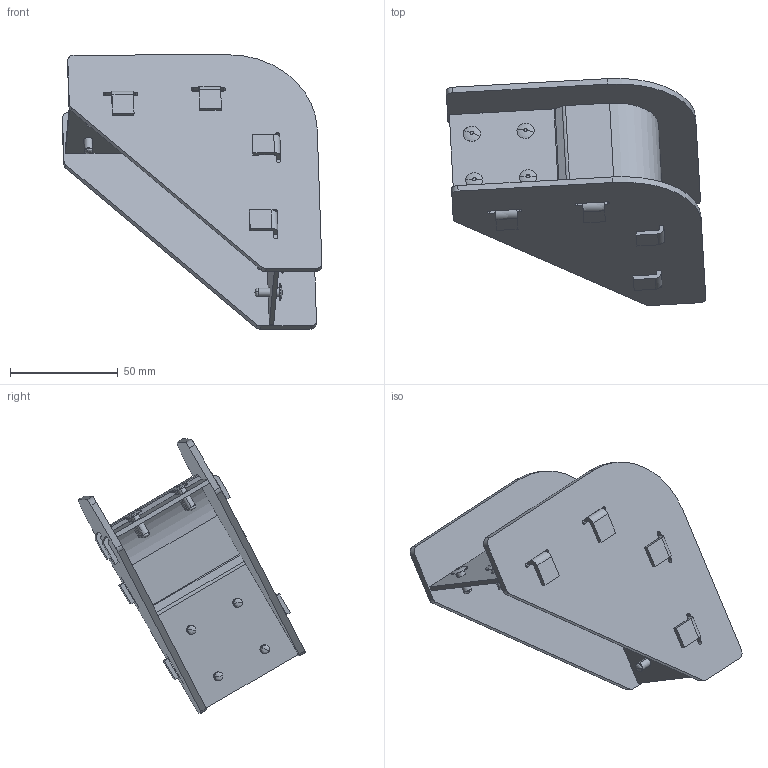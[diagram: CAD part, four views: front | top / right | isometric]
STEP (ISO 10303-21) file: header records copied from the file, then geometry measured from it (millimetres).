
FILE_DESCRIPTION(('HOOPS Exchange Step'),'2;1');
FILE_NAME('export-84FD4E86-55FA-4723-AA52-5EB7479744F3.stp','2022-05-17T23:20:07+03:00',('othaa'),('Alibre'),'HOOPS Exchange 2020.1','Alibre','Unknown authorisation');
FILE_SCHEMA( ('AP242_MANAGED_MODEL_BASED_3D_ENGINEERING_MIM_LF {1 0 10303 442 1 1 4 }') );
Length unit declared in the file: millimetre
Products named in the file (4): Corner ground; Corner side; rivets; Corner
Assembly tree (11 placements, depth 2):
  Corner
    Corner ground
    Corner side  x2
    rivets  x8
Bounding box: 120.67 x 105.4 x 127.53 mm (x, y, z)
Volume: 75534.4 mm3; surface area: 63175.3 mm2
Topology: 11 solids, 11 shells, 278 faces, 712 edges, 456 vertices
Faces by surface type: plane 118, cylinder 112, torus 32, bspline 16
Full cylindrical faces by diameter (mm): 4.2 x8
Entity records: 5039 total; most frequent: CARTESIAN_POINT 895, DIRECTION 868, ORIENTED_EDGE 832, EDGE_CURVE 416, AXIS2_PLACEMENT_3D 294, VERTEX_POINT 281, VECTOR 280, LINE 280
